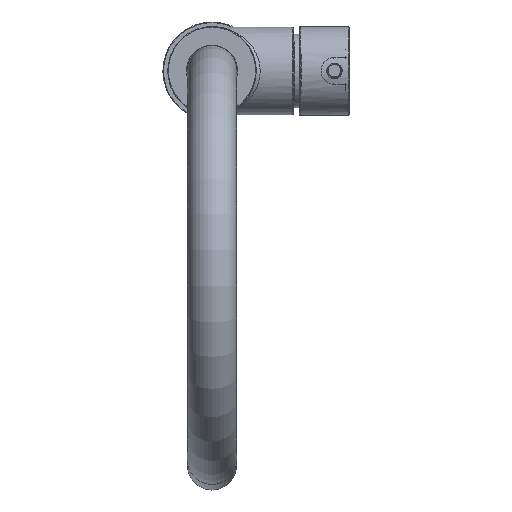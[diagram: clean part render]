
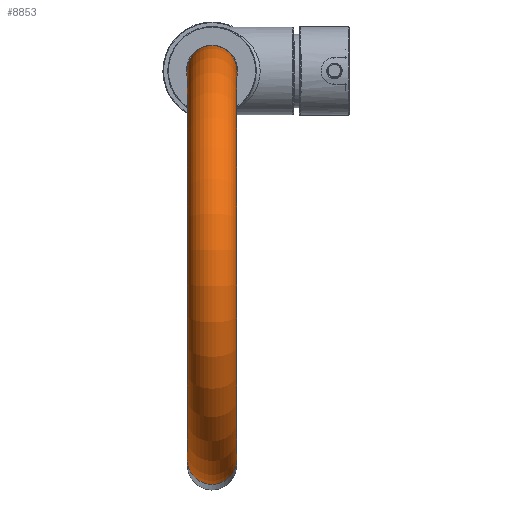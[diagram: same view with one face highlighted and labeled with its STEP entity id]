
A CAD part, top view. The second image highlights one B-rep face of the part: STEP entity #8853.
In plain terms, the highlighted toroidal (fillet/blend) face has major radius 99.344 mm and minor radius 12.5 mm.
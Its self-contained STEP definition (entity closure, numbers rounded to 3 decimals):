
#1083=TOROIDAL_SURFACE('',#9480,99.344,12.5);
#2582=ORIENTED_EDGE('',*,*,#3506,.F.);
#2583=ORIENTED_EDGE('',*,*,#3508,.T.);
#3506=EDGE_CURVE('',#4119,#4119,#4433,.T.);
#3508=EDGE_CURVE('',#4121,#4121,#4435,.T.);
#4119=VERTEX_POINT('',#14002);
#4121=VERTEX_POINT('',#14008);
#4433=CIRCLE('',#9477,12.5);
#4435=CIRCLE('',#9481,12.5);
#4994=EDGE_LOOP('',(#2582));
#4995=EDGE_LOOP('',(#2583));
#5589=FACE_BOUND('',#4994,.T.);
#5590=FACE_BOUND('',#4995,.T.);
#8853=ADVANCED_FACE('',(#5589,#5590),#1083,.T.);
#9477=AXIS2_PLACEMENT_3D('',#14001,#10954,#10955);
#9480=AXIS2_PLACEMENT_3D('',#14006,#10960,#10961);
#9481=AXIS2_PLACEMENT_3D('',#14007,#10962,#10963);
#10954=DIRECTION('',(0.087,0.,0.996));
#10955=DIRECTION('',(0.996,0.,-0.087));
#10960=DIRECTION('',(0.,-1.,0.));
#10961=DIRECTION('',(-1.,0.,0.));
#10962=DIRECTION('',(0.,0.,-1.));
#10963=DIRECTION('',(-1.,0.,0.));
#14001=CARTESIAN_POINT('',(198.31,0.,-151.314));
#14002=CARTESIAN_POINT('',(210.763,0.,-152.404));
#14006=CARTESIAN_POINT('',(99.344,0.,-142.656));
#14007=CARTESIAN_POINT('',(0.,0.,-142.656));
#14008=CARTESIAN_POINT('',(-12.5,0.,-142.656));
